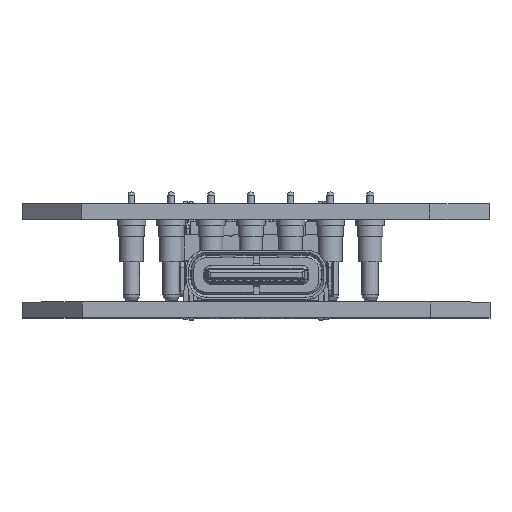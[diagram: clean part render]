
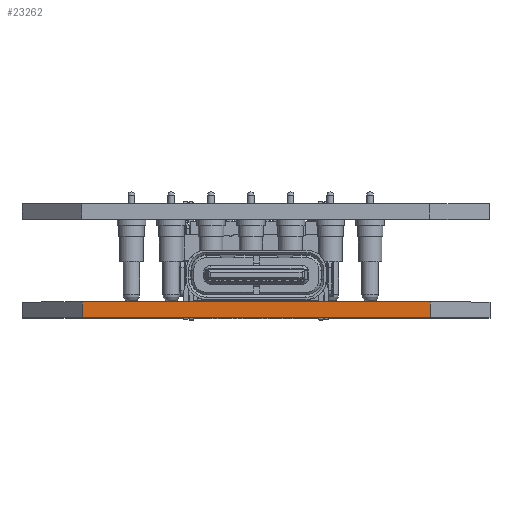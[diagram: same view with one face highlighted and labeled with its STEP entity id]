
A CAD part, top view. The second image highlights one B-rep face of the part: STEP entity #23262.
In plain terms, the highlighted face is planar.
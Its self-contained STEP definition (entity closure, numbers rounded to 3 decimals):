
#1628=PLANE('',#25281);
#2759=FACE_OUTER_BOUND('',#4118,.T.);
#4118=EDGE_LOOP('',(#20824,#20825,#20826,#20827));
#6340=LINE('',#38322,#8602);
#6536=LINE('',#38776,#8798);
#6539=LINE('',#38782,#8801);
#6540=LINE('',#38783,#8802);
#8602=VECTOR('',#30934,10.);
#8798=VECTOR('',#31286,1.);
#8801=VECTOR('',#31291,1.);
#8802=VECTOR('',#31292,1.);
#11580=VERTEX_POINT('',#38319);
#11581=VERTEX_POINT('',#38321);
#11761=VERTEX_POINT('',#38775);
#11763=VERTEX_POINT('',#38781);
#14632=EDGE_CURVE('',#11581,#11580,#6340,.T.);
#14859=EDGE_CURVE('',#11581,#11761,#6536,.T.);
#14862=EDGE_CURVE('',#11580,#11763,#6539,.T.);
#14863=EDGE_CURVE('',#11763,#11761,#6540,.T.);
#20824=ORIENTED_EDGE('',*,*,#14632,.T.);
#20825=ORIENTED_EDGE('',*,*,#14862,.T.);
#20826=ORIENTED_EDGE('',*,*,#14863,.T.);
#20827=ORIENTED_EDGE('',*,*,#14859,.F.);
#23262=ADVANCED_FACE('',(#2759),#1628,.T.);
#25281=AXIS2_PLACEMENT_3D('',#38780,#31289,#31290);
#30934=DIRECTION('',(1.,0.,0.));
#31286=DIRECTION('',(0.,0.,1.));
#31289=DIRECTION('center_axis',(0.,-1.,0.));
#31290=DIRECTION('ref_axis',(-1.,0.,0.));
#31291=DIRECTION('',(0.,0.,1.));
#31292=DIRECTION('',(-1.,0.,0.));
#38319=CARTESIAN_POINT('',(151.13,-95.885,0.6));
#38321=CARTESIAN_POINT('',(128.905,-95.885,0.6));
#38322=CARTESIAN_POINT('',(145.574,-95.885,0.6));
#38775=CARTESIAN_POINT('',(128.905,-95.885,1.6));
#38776=CARTESIAN_POINT('',(128.905,-95.885,0.));
#38780=CARTESIAN_POINT('Origin',(151.13,-95.885,0.));
#38781=CARTESIAN_POINT('',(151.13,-95.885,1.6));
#38782=CARTESIAN_POINT('',(151.13,-95.885,0.));
#38783=CARTESIAN_POINT('',(151.13,-95.885,1.6));
